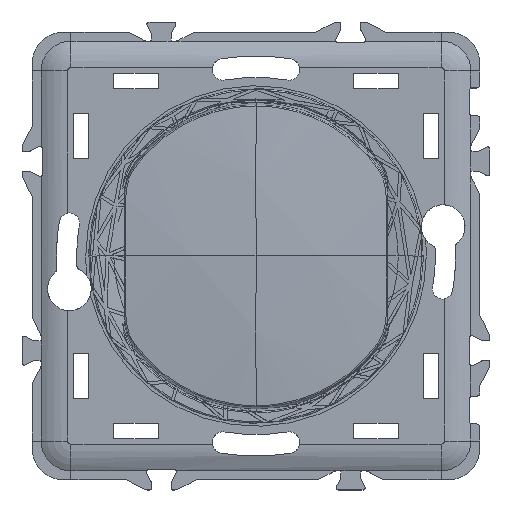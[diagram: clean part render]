
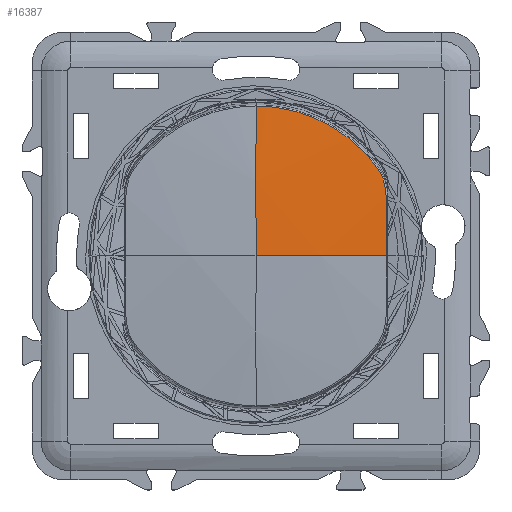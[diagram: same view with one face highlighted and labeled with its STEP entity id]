
A CAD part, top view. The second image highlights one B-rep face of the part: STEP entity #16387.
In plain terms, the highlighted free-form (B-spline) face has degree [5, 5] with [6, 9] control points.
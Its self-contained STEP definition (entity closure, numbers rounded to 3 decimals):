
#15892=CARTESIAN_POINT('Vertex',(20.6,0.,12.48)) ;
#15901=CARTESIAN_POINT('Vertex',(20.603,9.397,12.287)) ;
#15905=CARTESIAN_POINT('Control Point',(20.6,0.,12.48)) ;
#15906=CARTESIAN_POINT('Control Point',(20.6,1.88,12.48)) ;
#15907=CARTESIAN_POINT('Control Point',(20.6,3.76,12.461)) ;
#15908=CARTESIAN_POINT('Control Point',(20.601,5.64,12.422)) ;
#15909=CARTESIAN_POINT('Control Point',(20.602,7.519,12.364)) ;
#15910=CARTESIAN_POINT('Control Point',(20.603,9.397,12.287)) ;
#16267=CARTESIAN_POINT('Vertex',(19.126,14.057,12.184)) ;
#16271=CARTESIAN_POINT('Control Point',(20.603,9.397,12.287)) ;
#16272=CARTESIAN_POINT('Control Point',(20.604,9.826,12.27)) ;
#16273=CARTESIAN_POINT('Control Point',(20.577,10.258,12.253)) ;
#16274=CARTESIAN_POINT('Control Point',(20.522,10.692,12.239)) ;
#16275=CARTESIAN_POINT('Control Point',(20.331,11.663,12.21)) ;
#16276=CARTESIAN_POINT('Control Point',(19.988,12.607,12.192)) ;
#16277=CARTESIAN_POINT('Control Point',(19.749,13.116,12.185)) ;
#16278=CARTESIAN_POINT('Control Point',(19.46,13.603,12.182)) ;
#16279=CARTESIAN_POINT('Control Point',(19.126,14.057,12.184)) ;
#16289=CARTESIAN_POINT('Control Point',(-20.8,23.985,11.196)) ;
#16290=CARTESIAN_POINT('Control Point',(-16.64,24.028,11.594)) ;
#16291=CARTESIAN_POINT('Control Point',(-12.48,24.06,11.892)) ;
#16292=CARTESIAN_POINT('Control Point',(-8.32,24.081,12.091)) ;
#16293=CARTESIAN_POINT('Control Point',(0.,24.102,12.29)) ;
#16294=CARTESIAN_POINT('Control Point',(8.32,24.081,12.091)) ;
#16295=CARTESIAN_POINT('Control Point',(12.48,24.06,11.892)) ;
#16296=CARTESIAN_POINT('Control Point',(16.64,24.028,11.594)) ;
#16297=CARTESIAN_POINT('Control Point',(20.8,23.985,11.196)) ;
#16298=CARTESIAN_POINT('Control Point',(-20.8,14.494,12.204)) ;
#16299=CARTESIAN_POINT('Control Point',(-16.64,14.52,12.604)) ;
#16300=CARTESIAN_POINT('Control Point',(-12.48,14.539,12.904)) ;
#16301=CARTESIAN_POINT('Control Point',(-8.32,14.552,13.103)) ;
#16302=CARTESIAN_POINT('Control Point',(0.,14.565,13.303)) ;
#16303=CARTESIAN_POINT('Control Point',(8.32,14.552,13.103)) ;
#16304=CARTESIAN_POINT('Control Point',(12.48,14.539,12.904)) ;
#16305=CARTESIAN_POINT('Control Point',(16.64,14.52,12.604)) ;
#16306=CARTESIAN_POINT('Control Point',(20.8,14.494,12.204)) ;
#16307=CARTESIAN_POINT('Control Point',(-20.8,4.95,12.708)) ;
#16308=CARTESIAN_POINT('Control Point',(-16.64,4.958,13.109)) ;
#16309=CARTESIAN_POINT('Control Point',(-12.48,4.965,13.409)) ;
#16310=CARTESIAN_POINT('Control Point',(-8.32,4.97,13.609)) ;
#16311=CARTESIAN_POINT('Control Point',(0.,4.974,13.809)) ;
#16312=CARTESIAN_POINT('Control Point',(8.32,4.97,13.609)) ;
#16313=CARTESIAN_POINT('Control Point',(12.48,4.965,13.409)) ;
#16314=CARTESIAN_POINT('Control Point',(16.64,4.958,13.109)) ;
#16315=CARTESIAN_POINT('Control Point',(20.8,4.95,12.708)) ;
#16316=CARTESIAN_POINT('Control Point',(-20.8,-4.656,12.711)) ;
#16317=CARTESIAN_POINT('Control Point',(-16.64,-4.663,13.111)) ;
#16318=CARTESIAN_POINT('Control Point',(-12.48,-4.669,13.412)) ;
#16319=CARTESIAN_POINT('Control Point',(-8.32,-4.673,13.612)) ;
#16320=CARTESIAN_POINT('Control Point',(0.,-4.676,13.812)) ;
#16321=CARTESIAN_POINT('Control Point',(8.32,-4.673,13.612)) ;
#16322=CARTESIAN_POINT('Control Point',(12.48,-4.669,13.412)) ;
#16323=CARTESIAN_POINT('Control Point',(16.64,-4.663,13.111)) ;
#16324=CARTESIAN_POINT('Control Point',(20.8,-4.656,12.711)) ;
#16325=CARTESIAN_POINT('Control Point',(-20.8,-14.201,12.221)) ;
#16326=CARTESIAN_POINT('Control Point',(-16.64,-14.225,12.62)) ;
#16327=CARTESIAN_POINT('Control Point',(-12.48,-14.243,12.92)) ;
#16328=CARTESIAN_POINT('Control Point',(-8.32,-14.255,13.12)) ;
#16329=CARTESIAN_POINT('Control Point',(0.,-14.268,13.32)) ;
#16330=CARTESIAN_POINT('Control Point',(8.32,-14.255,13.12)) ;
#16331=CARTESIAN_POINT('Control Point',(12.48,-14.243,12.92)) ;
#16332=CARTESIAN_POINT('Control Point',(16.64,-14.225,12.62)) ;
#16333=CARTESIAN_POINT('Control Point',(20.8,-14.201,12.221)) ;
#16334=CARTESIAN_POINT('Control Point',(-20.8,-23.694,11.234)) ;
#16335=CARTESIAN_POINT('Control Point',(-16.64,-23.735,11.631)) ;
#16336=CARTESIAN_POINT('Control Point',(-12.48,-23.766,11.93)) ;
#16337=CARTESIAN_POINT('Control Point',(-8.32,-23.786,12.129)) ;
#16338=CARTESIAN_POINT('Control Point',(0.,-23.807,12.328)) ;
#16339=CARTESIAN_POINT('Control Point',(8.32,-23.786,12.129)) ;
#16340=CARTESIAN_POINT('Control Point',(12.48,-23.766,11.93)) ;
#16341=CARTESIAN_POINT('Control Point',(16.64,-23.735,11.631)) ;
#16342=CARTESIAN_POINT('Control Point',(20.8,-23.694,11.234)) ;
#16344=CARTESIAN_POINT('Control Point',(0.,23.723,12.229)) ;
#16345=CARTESIAN_POINT('Control Point',(0.,20.939,12.521)) ;
#16346=CARTESIAN_POINT('Control Point',(0.,18.144,12.769)) ;
#16347=CARTESIAN_POINT('Control Point',(0.,15.302,12.977)) ;
#16348=CARTESIAN_POINT('Control Point',(0.,10.567,13.25)) ;
#16349=CARTESIAN_POINT('Control Point',(0.,5.826,13.4)) ;
#16350=CARTESIAN_POINT('Control Point',(0.,3.884,13.441)) ;
#16351=CARTESIAN_POINT('Control Point',(0.,1.942,13.461)) ;
#16352=CARTESIAN_POINT('Control Point',(0.,0.,13.461)) ;
#16353=CARTESIAN_POINT('Vertex',(0.,23.723,12.229)) ;
#16355=CARTESIAN_POINT('Vertex',(0.,0.,13.461)) ;
#16359=CARTESIAN_POINT('Control Point',(0.,0.,13.461)) ;
#16360=CARTESIAN_POINT('Control Point',(2.061,0.,13.461)) ;
#16361=CARTESIAN_POINT('Control Point',(4.122,0.,13.436)) ;
#16362=CARTESIAN_POINT('Control Point',(6.183,0.,13.387)) ;
#16363=CARTESIAN_POINT('Control Point',(9.939,0.,13.253)) ;
#16364=CARTESIAN_POINT('Control Point',(13.693,0.,13.037)) ;
#16365=CARTESIAN_POINT('Control Point',(15.388,0.,12.924)) ;
#16366=CARTESIAN_POINT('Control Point',(17.446,0.,12.765)) ;
#16367=CARTESIAN_POINT('Control Point',(19.503,0.,12.582)) ;
#16368=CARTESIAN_POINT('Control Point',(19.87,0.,12.549)) ;
#16369=CARTESIAN_POINT('Control Point',(20.236,0.,12.515)) ;
#16370=CARTESIAN_POINT('Control Point',(20.6,0.,12.48)) ;
#16373=CARTESIAN_POINT('Control Point',(19.126,14.057,12.184)) ;
#16374=CARTESIAN_POINT('Control Point',(16.489,17.639,12.197)) ;
#16375=CARTESIAN_POINT('Control Point',(13.012,20.604,12.211)) ;
#16376=CARTESIAN_POINT('Control Point',(8.887,22.685,12.223)) ;
#16377=CARTESIAN_POINT('Control Point',(4.444,23.723,12.229)) ;
#16378=CARTESIAN_POINT('Control Point',(0.,23.723,12.229)) ;
#16381=ORIENTED_EDGE('',*,*,#16357,.T.) ;
#16382=ORIENTED_EDGE('',*,*,#16371,.T.) ;
#16383=ORIENTED_EDGE('',*,*,#15911,.T.) ;
#16384=ORIENTED_EDGE('',*,*,#16280,.T.) ;
#16385=ORIENTED_EDGE('',*,*,#16379,.T.) ;
#16387=ADVANCED_FACE('Corps principal',(#16386),#16288,.T.) ;
#15904=B_SPLINE_CURVE_WITH_KNOTS('',5,(#15905,#15906,#15907,#15908,#15909,#15910),.UNSPECIFIED.,.F.,.U.,(6,6),(19.576,32.868),.UNSPECIFIED.) ;
#16270=B_SPLINE_CURVE_WITH_KNOTS('',5,(#16271,#16272,#16273,#16274,#16275,#16276,#16277,#16278,#16279),.UNSPECIFIED.,.F.,.U.,(6,3,6),(1.816,5.829,10.843),.UNSPECIFIED.) ;
#16343=B_SPLINE_CURVE_WITH_KNOTS('',5,(#16344,#16345,#16346,#16347,#16348,#16349,#16350,#16351,#16352),.UNSPECIFIED.,.F.,.U.,(6,3,6),(0.804,20.579,34.287),.UNSPECIFIED.) ;
#16358=B_SPLINE_CURVE_WITH_KNOTS('',5,(#16359,#16360,#16361,#16362,#16363,#16364,#16365,#16366,#16367,#16368,#16369,#16370),.UNSPECIFIED.,.F.,.U.,(6,3,3,6),(0.,14.582,26.583,29.164),.UNSPECIFIED.) ;
#16372=B_SPLINE_CURVE_WITH_KNOTS('',5,(#16373,#16374,#16375,#16376,#16377,#16378),.UNSPECIFIED.,.F.,.U.,(6,6),(28.404,60.116),.UNSPECIFIED.) ;
#16288=B_SPLINE_SURFACE_WITH_KNOTS('',5,5,((#16289,#16290,#16291,#16292,#16293,#16294,#16295,#16296,#16297),(#16298,#16299,#16300,#16301,#16302,#16303,#16304,#16305,#16306),(#16307,#16308,#16309,#16310,#16311,#16312,#16313,#16314,#16315),(#16316,#16317,#16318,#16319,#16320,#16321,#16322,#16323,#16324),(#16325,#16326,#16327,#16328,#16329,#16330,#16331,#16332,#16333),(#16334,#16335,#16336,#16337,#16338,#16339,#16340,#16341,#16342)),.UNSPECIFIED.,.F.,.F.,.U.,(6,6),(6,3,6),(0.,47.842),(0.,20.824,41.648),.UNSPECIFIED.) ;
#15911=EDGE_CURVE('',#15893,#15902,#15904,.T.) ;
#16280=EDGE_CURVE('',#15902,#16268,#16270,.T.) ;
#16357=EDGE_CURVE('',#16354,#16356,#16343,.T.) ;
#16371=EDGE_CURVE('',#16356,#15893,#16358,.T.) ;
#16379=EDGE_CURVE('',#16268,#16354,#16372,.T.) ;
#16380=EDGE_LOOP('',(#16381,#16382,#16383,#16384,#16385)) ;
#16386=FACE_OUTER_BOUND('',#16380,.T.) ;
#15893=VERTEX_POINT('',#15892) ;
#15902=VERTEX_POINT('',#15901) ;
#16268=VERTEX_POINT('',#16267) ;
#16354=VERTEX_POINT('',#16353) ;
#16356=VERTEX_POINT('',#16355) ;
